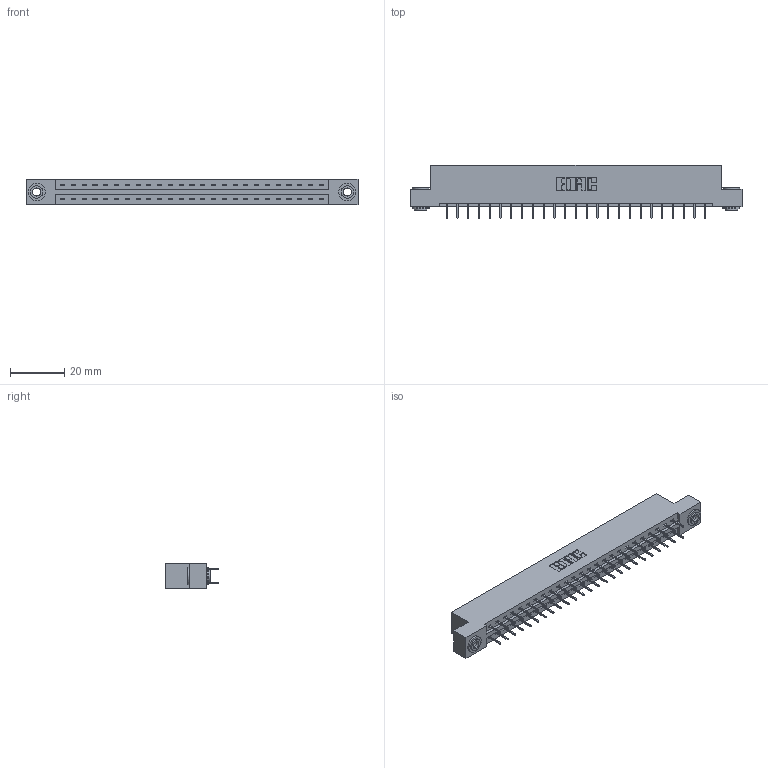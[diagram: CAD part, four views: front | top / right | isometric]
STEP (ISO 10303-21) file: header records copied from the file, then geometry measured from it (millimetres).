
FILE_DESCRIPTION (( 'STEP AP203' ), '1' );
FILE_NAME ('387-050-524-203.STEP', '2018-09-20T07:48:25', ( '' ), ( '' ), 'SwSTEP 2.0', 'SolidWorks 2016', '' );
FILE_SCHEMA (( 'CONFIG_CONTROL_DESIGN' ));
Length unit declared in the file: inch
Products named in the file (4): 337 Part_Flush Mounting Lugs - 0.156 Dia-TH; 345-292-001_345-293-124; 345-250-002_345-250-002-102; 387-050-524-203
Assembly tree (53 placements, depth 2):
  387-050-524-203
    337 Part_Flush Mounting Lugs - 0.156 Dia-TH
    345-292-001_345-293-124  x50
    345-250-002_345-250-002-102  x2
Bounding box: 122.07 x 19.69 x 9.4 mm (x, y, z)
Volume: 12582.4 mm3; surface area: 14049.3 mm2
Topology: 53 solids, 53 shells, 3052 faces, 8637 edges, 5554 vertices
Faces by surface type: plane 2280, cylinder 764, cone 8
Entity records: 22306 total; most frequent: CARTESIAN_POINT 3745, ORIENTED_EDGE 3674, DIRECTION 3251, EDGE_CURVE 1837, LINE 1689, VECTOR 1689, VERTEX_POINT 1218, AXIS2_PLACEMENT_3D 781
